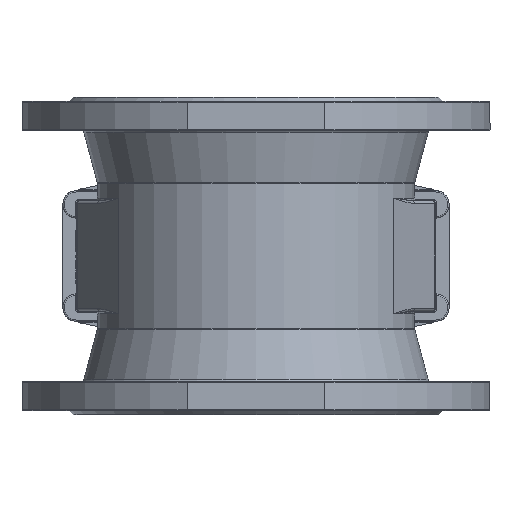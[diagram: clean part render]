
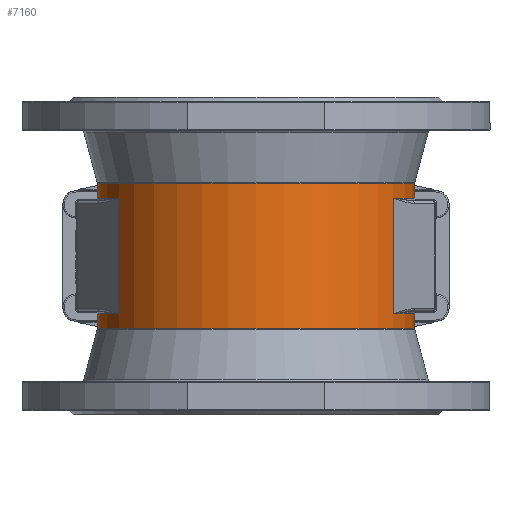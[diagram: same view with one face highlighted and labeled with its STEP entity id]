
A CAD part, front view. The second image highlights one B-rep face of the part: STEP entity #7160.
In plain terms, the highlighted cylindrical face has radius 115 mm (diameter 230 mm), a full revolution.
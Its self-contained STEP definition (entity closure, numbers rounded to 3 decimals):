
#690=LINE('',#14449,#1098);
#692=LINE('',#14748,#1100);
#719=LINE('',#14997,#1127);
#720=LINE('',#15021,#1128);
#722=LINE('',#15307,#1130);
#726=LINE('',#15398,#1134);
#727=LINE('',#15399,#1135);
#728=LINE('',#15400,#1136);
#1098=VECTOR('',#9462,10.);
#1100=VECTOR('',#9482,10.);
#1127=VECTOR('',#9653,10.);
#1128=VECTOR('',#9668,10.);
#1130=VECTOR('',#9690,10.);
#1134=VECTOR('',#9740,115.);
#1135=VECTOR('',#9741,115.);
#1136=VECTOR('',#9742,10.);
#1275=CYLINDRICAL_SURFACE('',#7943,115.);
#1665=FACE_OUTER_BOUND('',#2144,.T.);
#2144=EDGE_LOOP('',(#6183,#6184,#6185,#6186,#6187,#6188,#6189,#6190,#6191,
#6192,#6193,#6194,#6195,#6196,#6197,#6198,#6199,#6200,#6201,#6202,#6203,
#6204));
#2483=CIRCLE('',#7813,115.);
#2484=CIRCLE('',#7814,115.);
#2492=CIRCLE('',#7827,115.);
#2499=CIRCLE('',#7839,115.);
#2523=CIRCLE('',#7871,115.);
#2524=CIRCLE('',#7872,115.);
#2534=CIRCLE('',#7906,115.);
#2535=CIRCLE('',#7907,115.);
#2540=CIRCLE('',#7915,115.);
#2545=CIRCLE('',#7925,115.);
#2554=CIRCLE('',#7941,115.);
#2555=CIRCLE('',#7942,115.);
#3286=VERTEX_POINT('',#14406);
#3288=VERTEX_POINT('',#14432);
#3289=VERTEX_POINT('',#14434);
#3292=VERTEX_POINT('',#14448);
#3297=VERTEX_POINT('',#14543);
#3300=VERTEX_POINT('',#14747);
#3303=VERTEX_POINT('',#14761);
#3324=VERTEX_POINT('',#14873);
#3325=VERTEX_POINT('',#14875);
#3334=VERTEX_POINT('',#14979);
#3335=VERTEX_POINT('',#14999);
#3336=VERTEX_POINT('',#15001);
#3338=VERTEX_POINT('',#15014);
#3342=VERTEX_POINT('',#15101);
#3344=VERTEX_POINT('',#15305);
#3345=VERTEX_POINT('',#15312);
#3351=VERTEX_POINT('',#15392);
#3352=VERTEX_POINT('',#15394);
#4185=EDGE_CURVE('',#3288,#3286,#2483,.T.);
#4186=EDGE_CURVE('',#3289,#3288,#2484,.T.);
#4193=EDGE_CURVE('',#3292,#3289,#690,.T.);
#4202=EDGE_CURVE('',#3297,#3292,#2492,.T.);
#4208=EDGE_CURVE('',#3300,#3297,#692,.T.);
#4215=EDGE_CURVE('',#3303,#3300,#2499,.T.);
#4245=EDGE_CURVE('',#3325,#3324,#2523,.T.);
#4246=EDGE_CURVE('',#3324,#3325,#2524,.T.);
#4277=EDGE_CURVE('',#3334,#3286,#719,.T.);
#4279=EDGE_CURVE('',#3335,#3336,#2534,.T.);
#4280=EDGE_CURVE('',#3336,#3334,#2535,.T.);
#4284=EDGE_CURVE('',#3338,#3335,#720,.T.);
#4291=EDGE_CURVE('',#3342,#3338,#2540,.T.);
#4297=EDGE_CURVE('',#3344,#3342,#722,.T.);
#4300=EDGE_CURVE('',#3345,#3344,#2545,.T.);
#4313=EDGE_CURVE('',#3351,#3352,#2554,.T.);
#4314=EDGE_CURVE('',#3352,#3351,#2555,.T.);
#4315=EDGE_CURVE('',#3325,#3288,#726,.T.);
#4316=EDGE_CURVE('',#3336,#3352,#727,.T.);
#4317=EDGE_CURVE('',#3345,#3303,#728,.T.);
#6183=ORIENTED_EDGE('',*,*,#4245,.T.);
#6184=ORIENTED_EDGE('',*,*,#4246,.T.);
#6185=ORIENTED_EDGE('',*,*,#4315,.T.);
#6186=ORIENTED_EDGE('',*,*,#4185,.T.);
#6187=ORIENTED_EDGE('',*,*,#4277,.F.);
#6188=ORIENTED_EDGE('',*,*,#4280,.F.);
#6189=ORIENTED_EDGE('',*,*,#4316,.T.);
#6190=ORIENTED_EDGE('',*,*,#4313,.F.);
#6191=ORIENTED_EDGE('',*,*,#4314,.F.);
#6192=ORIENTED_EDGE('',*,*,#4316,.F.);
#6193=ORIENTED_EDGE('',*,*,#4279,.F.);
#6194=ORIENTED_EDGE('',*,*,#4284,.F.);
#6195=ORIENTED_EDGE('',*,*,#4291,.F.);
#6196=ORIENTED_EDGE('',*,*,#4297,.F.);
#6197=ORIENTED_EDGE('',*,*,#4300,.F.);
#6198=ORIENTED_EDGE('',*,*,#4317,.T.);
#6199=ORIENTED_EDGE('',*,*,#4215,.T.);
#6200=ORIENTED_EDGE('',*,*,#4208,.T.);
#6201=ORIENTED_EDGE('',*,*,#4202,.T.);
#6202=ORIENTED_EDGE('',*,*,#4193,.T.);
#6203=ORIENTED_EDGE('',*,*,#4186,.T.);
#6204=ORIENTED_EDGE('',*,*,#4315,.F.);
#7160=ADVANCED_FACE('',(#1665),#1275,.T.);
#7813=AXIS2_PLACEMENT_3D('',#14433,#9440,#9441);
#7814=AXIS2_PLACEMENT_3D('',#14435,#9442,#9443);
#7827=AXIS2_PLACEMENT_3D('',#14544,#9472,#9473);
#7839=AXIS2_PLACEMENT_3D('',#14762,#9500,#9501);
#7871=AXIS2_PLACEMENT_3D('',#14876,#9568,#9569);
#7872=AXIS2_PLACEMENT_3D('',#14877,#9570,#9571);
#7906=AXIS2_PLACEMENT_3D('',#15002,#9658,#9659);
#7907=AXIS2_PLACEMENT_3D('',#15003,#9660,#9661);
#7915=AXIS2_PLACEMENT_3D('',#15160,#9677,#9678);
#7925=AXIS2_PLACEMENT_3D('',#15321,#9699,#9700);
#7941=AXIS2_PLACEMENT_3D('',#15395,#9734,#9735);
#7942=AXIS2_PLACEMENT_3D('',#15396,#9736,#9737);
#7943=AXIS2_PLACEMENT_3D('',#15397,#9738,#9739);
#9440=DIRECTION('center_axis',(0.,0.,-1.));
#9441=DIRECTION('ref_axis',(0.915,0.402,0.));
#9442=DIRECTION('center_axis',(0.,0.,-1.));
#9443=DIRECTION('ref_axis',(0.915,0.402,0.));
#9462=DIRECTION('',(0.,0.,1.));
#9472=DIRECTION('center_axis',(0.,0.,-1.));
#9473=DIRECTION('ref_axis',(0.,1.,0.));
#9482=DIRECTION('',(0.,0.,-1.));
#9500=DIRECTION('center_axis',(0.,0.,-1.));
#9501=DIRECTION('ref_axis',(-0.915,0.402,0.));
#9568=DIRECTION('center_axis',(0.,0.,1.));
#9569=DIRECTION('ref_axis',(1.,0.,0.));
#9570=DIRECTION('center_axis',(0.,0.,1.));
#9571=DIRECTION('ref_axis',(1.,0.,0.));
#9653=DIRECTION('',(0.,0.,-1.));
#9658=DIRECTION('center_axis',(0.,0.,-1.));
#9659=DIRECTION('ref_axis',(0.915,0.402,0.));
#9660=DIRECTION('center_axis',(0.,0.,-1.));
#9661=DIRECTION('ref_axis',(0.915,0.402,0.));
#9668=DIRECTION('',(0.,0.,-1.));
#9677=DIRECTION('center_axis',(0.,0.,-1.));
#9678=DIRECTION('ref_axis',(0.,1.,0.));
#9690=DIRECTION('',(0.,0.,1.));
#9699=DIRECTION('center_axis',(0.,0.,-1.));
#9700=DIRECTION('ref_axis',(-0.915,0.402,0.));
#9734=DIRECTION('center_axis',(0.,0.,1.));
#9735=DIRECTION('ref_axis',(1.,0.,0.));
#9736=DIRECTION('center_axis',(0.,0.,1.));
#9737=DIRECTION('ref_axis',(1.,0.,0.));
#9738=DIRECTION('center_axis',(0.,0.,-1.));
#9739=DIRECTION('ref_axis',(-1.,0.,0.));
#9740=DIRECTION('',(0.,0.,1.));
#9741=DIRECTION('',(0.,0.,1.));
#9742=DIRECTION('',(0.,0.,-1.));
#14406=CARTESIAN_POINT('',(99.611,-57.469,-154.));
#14432=CARTESIAN_POINT('',(115.,0.,-154.));
#14433=CARTESIAN_POINT('Origin',(0.,0.,-154.));
#14434=CARTESIAN_POINT('',(26.538,111.896,-154.));
#14435=CARTESIAN_POINT('Origin',(0.,0.,-154.));
#14448=CARTESIAN_POINT('',(26.538,111.896,-161.5));
#14449=CARTESIAN_POINT('',(26.538,111.896,-203.));
#14543=CARTESIAN_POINT('',(-26.538,111.896,-161.5));
#14544=CARTESIAN_POINT('Origin',(0.,0.,-161.5));
#14747=CARTESIAN_POINT('',(-26.538,111.896,-154.));
#14748=CARTESIAN_POINT('',(-26.538,111.896,-203.));
#14761=CARTESIAN_POINT('',(-99.611,-57.469,-154.));
#14762=CARTESIAN_POINT('Origin',(0.,0.,-154.));
#14873=CARTESIAN_POINT('',(-115.,0.,-164.737));
#14875=CARTESIAN_POINT('',(115.,0.,-164.737));
#14876=CARTESIAN_POINT('Origin',(0.,0.,-164.737));
#14877=CARTESIAN_POINT('Origin',(0.,0.,-164.737));
#14979=CARTESIAN_POINT('',(99.611,-57.469,-70.));
#14997=CARTESIAN_POINT('',(99.611,-57.469,-21.));
#14999=CARTESIAN_POINT('',(26.538,111.896,-70.));
#15001=CARTESIAN_POINT('',(115.,0.,-70.));
#15002=CARTESIAN_POINT('Origin',(0.,0.,-70.));
#15003=CARTESIAN_POINT('Origin',(0.,0.,-70.));
#15014=CARTESIAN_POINT('',(26.538,111.896,-62.5));
#15021=CARTESIAN_POINT('',(26.538,111.896,-21.));
#15101=CARTESIAN_POINT('',(-26.538,111.896,-62.5));
#15160=CARTESIAN_POINT('Origin',(0.,0.,-62.5));
#15305=CARTESIAN_POINT('',(-26.538,111.896,-70.));
#15307=CARTESIAN_POINT('',(-26.538,111.896,-21.));
#15312=CARTESIAN_POINT('',(-99.611,-57.469,-70.));
#15321=CARTESIAN_POINT('Origin',(0.,0.,-70.));
#15392=CARTESIAN_POINT('',(-115.,0.,-59.263));
#15394=CARTESIAN_POINT('',(115.,0.,-59.263));
#15395=CARTESIAN_POINT('Origin',(0.,0.,-59.263));
#15396=CARTESIAN_POINT('Origin',(0.,0.,-59.263));
#15397=CARTESIAN_POINT('Origin',(0.,0.,-21.));
#15398=CARTESIAN_POINT('',(115.,0.,-21.));
#15399=CARTESIAN_POINT('',(115.,0.,-21.));
#15400=CARTESIAN_POINT('',(-99.611,-57.469,-21.));
